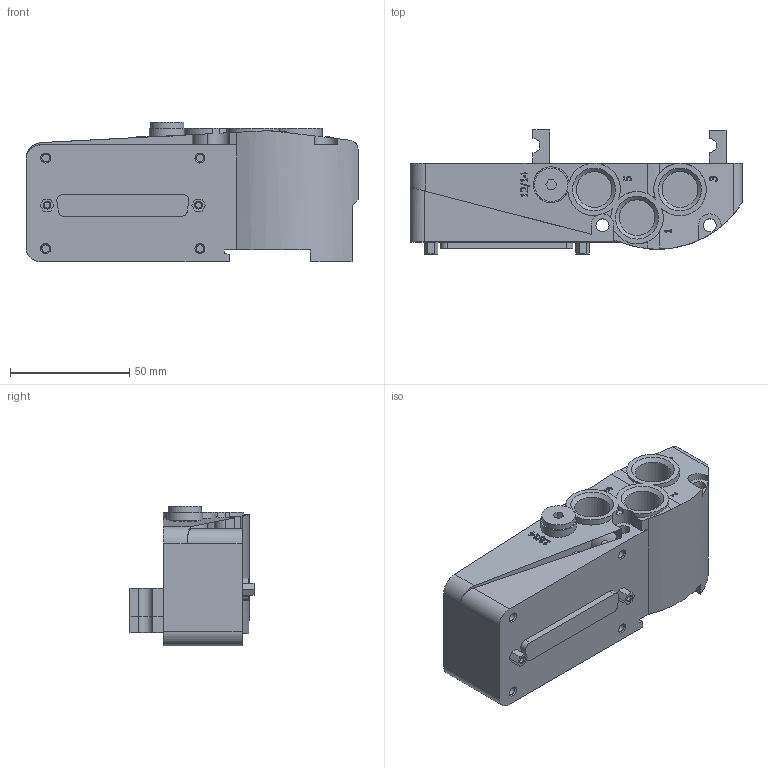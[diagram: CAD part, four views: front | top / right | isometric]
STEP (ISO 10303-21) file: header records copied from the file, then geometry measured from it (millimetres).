
FILE_DESCRIPTION((''),'2;1');
FILE_NAME('2530_12_37P.stp','2009-04-16T15:42:41',('brembcl1'),(''),'Autodesk Inventor 2009','Autodesk Inventor 2009','');
FILE_SCHEMA(('AUTOMOTIVE_DESIGN { 1 0 10303 214 1 1 1 1 }'));
Length unit declared in the file: millimetre
Products named in the file (1): 2530_12_37P
Bounding box: 139.2 x 52 x 58.5 mm (x, y, z)
Volume: 218908.1 mm3; surface area: 33929.1 mm2
Topology: 1 solids, 1 shells, 253 faces, 659 edges, 435 vertices
Faces by surface type: plane 149, bspline 75, cylinder 29
Full cylindrical faces by diameter (mm): 5.5 x2, 14 x1, 15.5 x3
Entity records: 8472 total; most frequent: CARTESIAN_POINT 2635, ORIENTED_EDGE 1262, DIRECTION 988, EDGE_CURVE 631, VECTOR 438, LINE 438, VERTEX_POINT 433, EDGE_LOOP 312
